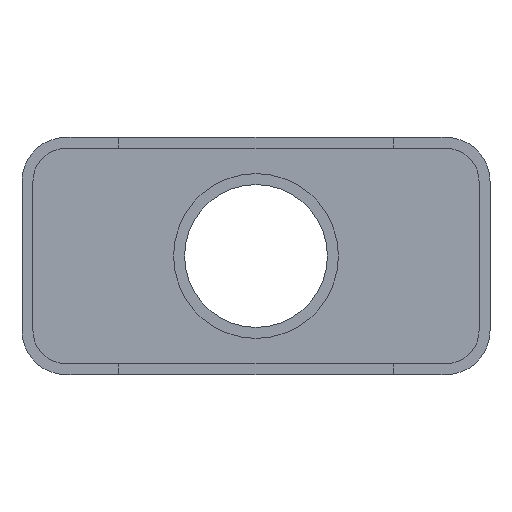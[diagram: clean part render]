
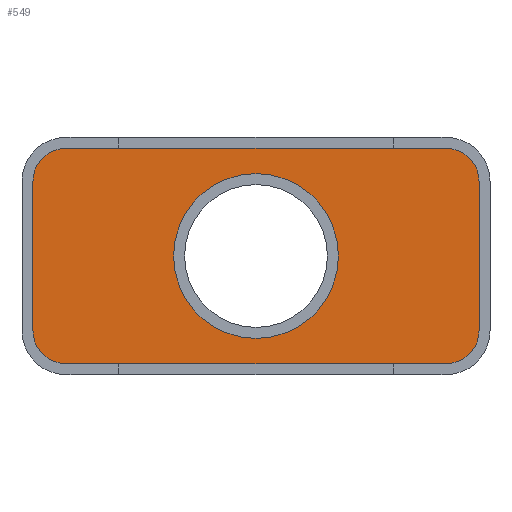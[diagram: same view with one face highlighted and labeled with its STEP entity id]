
A CAD part, front view. The second image highlights one B-rep face of the part: STEP entity #549.
In plain terms, the highlighted planar face has unit normal (0, -1, 0).
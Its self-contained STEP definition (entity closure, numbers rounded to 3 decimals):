
#10=CARTESIAN_POINT('',(0.,40.,0.));
#11=DIRECTION('',(0.,1.,0.));
#12=DIRECTION('',(1.,0.,0.));
#13=AXIS2_PLACEMENT_3D('',#10,#11,#12);
#32=DIRECTION('',(1.,0.,0.));
#33=VECTOR('',#32,34.6);
#34=CARTESIAN_POINT('',(-17.3,40.,-9.8));
#35=LINE('',#34,#33);
#164=DIRECTION('',(-1.,0.,0.));
#165=VECTOR('',#164,34.6);
#166=CARTESIAN_POINT('',(17.3,40.,9.8));
#167=LINE('',#166,#165);
#295=CARTESIAN_POINT('',(17.3,40.,6.8));
#296=DIRECTION('',(0.,1.,0.));
#297=DIRECTION('',(0.,0.,1.));
#298=AXIS2_PLACEMENT_3D('',#295,#296,#297);
#304=DIRECTION('',(0.,0.,1.));
#305=VECTOR('',#304,13.6);
#306=CARTESIAN_POINT('',(20.3,40.,-6.8));
#307=LINE('',#306,#305);
#312=CARTESIAN_POINT('',(17.3,40.,-6.8));
#313=DIRECTION('',(0.,1.,0.));
#314=DIRECTION('',(1.,0.,0.));
#315=AXIS2_PLACEMENT_3D('',#312,#313,#314);
#321=CARTESIAN_POINT('',(-17.3,40.,6.8));
#322=DIRECTION('',(0.,1.,0.));
#323=DIRECTION('',(-1.,0.,0.));
#324=AXIS2_PLACEMENT_3D('',#321,#322,#323);
#330=DIRECTION('',(0.,0.,-1.));
#331=VECTOR('',#330,13.6);
#332=CARTESIAN_POINT('',(-20.3,40.,6.8));
#333=LINE('',#332,#331);
#338=CARTESIAN_POINT('',(-17.3,40.,-6.8));
#339=DIRECTION('',(0.,1.,0.));
#340=DIRECTION('',(0.,0.,-1.));
#341=AXIS2_PLACEMENT_3D('',#338,#339,#340);
#347=CARTESIAN_POINT('',(0.,40.,0.));
#348=DIRECTION('',(0.,1.,0.));
#349=DIRECTION('',(-1.,0.,0.));
#350=AXIS2_PLACEMENT_3D('',#347,#348,#349);
#421=CARTESIAN_POINT('',(-17.3,40.,-9.8));
#422=CARTESIAN_POINT('',(17.3,40.,-9.8));
#423=VERTEX_POINT('',#421);
#424=VERTEX_POINT('',#422);
#425=CARTESIAN_POINT('',(20.3,40.,-6.8));
#426=VERTEX_POINT('',#425);
#427=CARTESIAN_POINT('',(20.3,40.,6.8));
#428=VERTEX_POINT('',#427);
#429=CARTESIAN_POINT('',(17.3,40.,9.8));
#430=VERTEX_POINT('',#429);
#431=CARTESIAN_POINT('',(-17.3,40.,9.8));
#432=VERTEX_POINT('',#431);
#433=CARTESIAN_POINT('',(-20.3,40.,6.8));
#434=VERTEX_POINT('',#433);
#435=CARTESIAN_POINT('',(-20.3,40.,-6.8));
#436=VERTEX_POINT('',#435);
#469=CARTESIAN_POINT('',(7.5,40.,0.));
#470=CARTESIAN_POINT('',(-7.5,40.,0.));
#471=VERTEX_POINT('',#469);
#472=VERTEX_POINT('',#470);
#521=CARTESIAN_POINT('',(0.,40.,0.));
#522=DIRECTION('',(0.,1.,0.));
#523=DIRECTION('',(-1.,0.,0.));
#524=AXIS2_PLACEMENT_3D('',#521,#522,#523);
#525=PLANE('',#524);
#527=ORIENTED_EDGE('',*,*,#526,.F.);
#529=ORIENTED_EDGE('',*,*,#528,.T.);
#531=ORIENTED_EDGE('',*,*,#530,.F.);
#533=ORIENTED_EDGE('',*,*,#532,.T.);
#535=ORIENTED_EDGE('',*,*,#534,.F.);
#537=ORIENTED_EDGE('',*,*,#536,.T.);
#539=ORIENTED_EDGE('',*,*,#538,.F.);
#541=ORIENTED_EDGE('',*,*,#540,.T.);
#542=EDGE_LOOP('',(#527,#529,#531,#533,#535,#537,#539,#541));
#543=FACE_OUTER_BOUND('',#542,.F.);
#544=ORIENTED_EDGE('',*,*,#511,.F.);
#546=ORIENTED_EDGE('',*,*,#545,.F.);
#547=EDGE_LOOP('',(#544,#546));
#548=FACE_BOUND('',#547,.F.);
#549=ADVANCED_FACE('',(#543,#548),#525,.F.);
#14=CIRCLE('',#13,7.5);
#299=CIRCLE('',#298,3.);
#316=CIRCLE('',#315,3.);
#325=CIRCLE('',#324,3.);
#342=CIRCLE('',#341,3.);
#351=CIRCLE('',#350,7.5);
#511=EDGE_CURVE('',#471,#472,#14,.T.);
#526=EDGE_CURVE('',#423,#424,#35,.T.);
#528=EDGE_CURVE('',#423,#436,#342,.T.);
#530=EDGE_CURVE('',#434,#436,#333,.T.);
#532=EDGE_CURVE('',#434,#432,#325,.T.);
#534=EDGE_CURVE('',#430,#432,#167,.T.);
#536=EDGE_CURVE('',#430,#428,#299,.T.);
#538=EDGE_CURVE('',#426,#428,#307,.T.);
#540=EDGE_CURVE('',#426,#424,#316,.T.);
#545=EDGE_CURVE('',#472,#471,#351,.T.);
